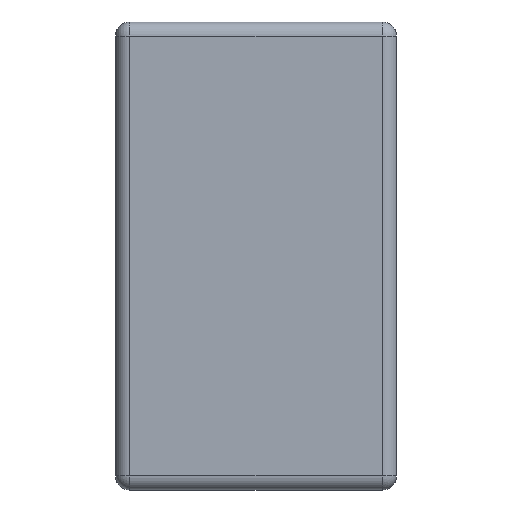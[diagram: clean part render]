
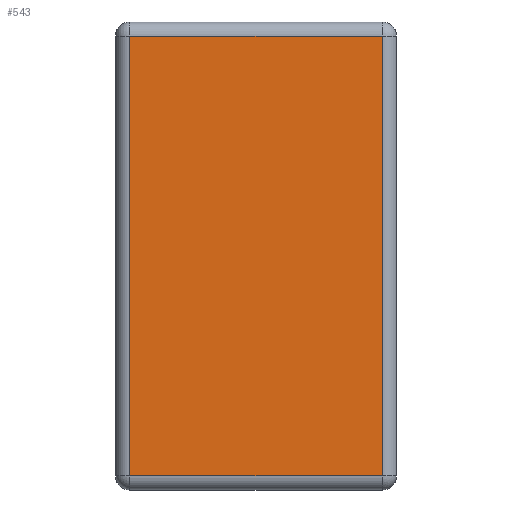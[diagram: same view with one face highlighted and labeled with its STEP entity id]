
A CAD part, left-side view. The second image highlights one B-rep face of the part: STEP entity #543.
In plain terms, the highlighted planar face has unit normal (-1, 0, 0).
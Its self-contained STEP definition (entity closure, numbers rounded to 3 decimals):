
#41 = VECTOR ( 'NONE', #1092, 1000. ) ;
#115 = DIRECTION ( 'NONE',  ( 0., 1., 0. ) ) ;
#144 = DIRECTION ( 'NONE',  ( 1., 0., 0. ) ) ;
#202 = VERTEX_POINT ( 'NONE', #428 ) ;
#237 = ORIENTED_EDGE ( 'NONE', *, *, #1166, .T. ) ;
#267 = CARTESIAN_POINT ( 'NONE',  ( -1.25, 0.06, 1. ) ) ;
#270 = ORIENTED_EDGE ( 'NONE', *, *, #698, .T. ) ;
#272 = DIRECTION ( 'NONE',  ( 0., 0., 1. ) ) ;
#307 = VECTOR ( 'NONE', #403, 1000. ) ;
#320 = EDGE_CURVE ( 'NONE', #733, #202, #554, .T. ) ;
#387 = CARTESIAN_POINT ( 'NONE',  ( -1.25, 1.14, 0.94 ) ) ;
#397 = EDGE_CURVE ( 'NONE', #937, #733, #625, .T. ) ;
#403 = DIRECTION ( 'NONE',  ( 0., -1., 0. ) ) ;
#407 = CARTESIAN_POINT ( 'NONE',  ( -1.25, 0.06, 0.94 ) ) ;
#428 = CARTESIAN_POINT ( 'NONE',  ( -1.25, 0.06, -0.94 ) ) ;
#459 = VECTOR ( 'NONE', #272, 1000. ) ;
#495 = FACE_OUTER_BOUND ( 'NONE', #1148, .T. ) ;
#501 = CARTESIAN_POINT ( 'NONE',  ( -1.25, 1.14, 1. ) ) ;
#543 = ADVANCED_FACE ( 'NONE', ( #495 ), #1012, .F. ) ;
#554 = LINE ( 'NONE', #1276, #307 ) ;
#580 = LINE ( 'NONE', #267, #459 ) ;
#625 = LINE ( 'NONE', #501, #41 ) ;
#635 = DIRECTION ( 'NONE',  ( 0., 0., -1. ) ) ;
#698 = EDGE_CURVE ( 'NONE', #202, #1003, #580, .T. ) ;
#725 = ORIENTED_EDGE ( 'NONE', *, *, #397, .T. ) ;
#733 = VERTEX_POINT ( 'NONE', #840 ) ;
#814 = CARTESIAN_POINT ( 'NONE',  ( -1.25, 1.2, 1. ) ) ;
#831 = AXIS2_PLACEMENT_3D ( 'NONE', #814, #144, #635 ) ;
#840 = CARTESIAN_POINT ( 'NONE',  ( -1.25, 1.14, -0.94 ) ) ;
#894 = CARTESIAN_POINT ( 'NONE',  ( -1.25, 1.2, 0.94 ) ) ;
#937 = VERTEX_POINT ( 'NONE', #387 ) ;
#1003 = VERTEX_POINT ( 'NONE', #407 ) ;
#1012 = PLANE ( 'NONE',  #831 ) ;
#1092 = DIRECTION ( 'NONE',  ( 0., 0., -1. ) ) ;
#1101 = LINE ( 'NONE', #894, #1178 ) ;
#1129 = ORIENTED_EDGE ( 'NONE', *, *, #320, .T. ) ;
#1148 = EDGE_LOOP ( 'NONE', ( #725, #1129, #270, #237 ) ) ;
#1166 = EDGE_CURVE ( 'NONE', #1003, #937, #1101, .T. ) ;
#1178 = VECTOR ( 'NONE', #115, 1000. ) ;
#1276 = CARTESIAN_POINT ( 'NONE',  ( -1.25, 1.2, -0.94 ) ) ;
